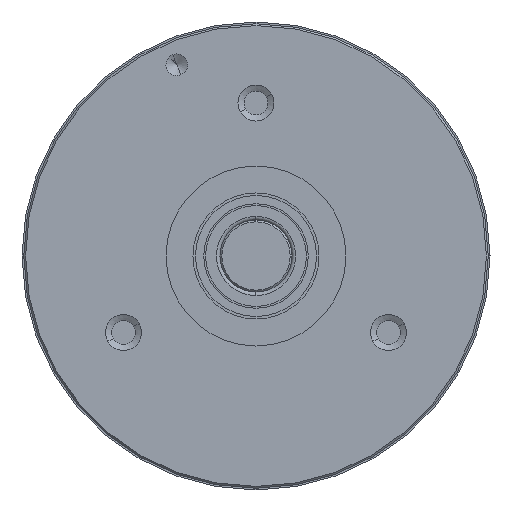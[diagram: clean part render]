
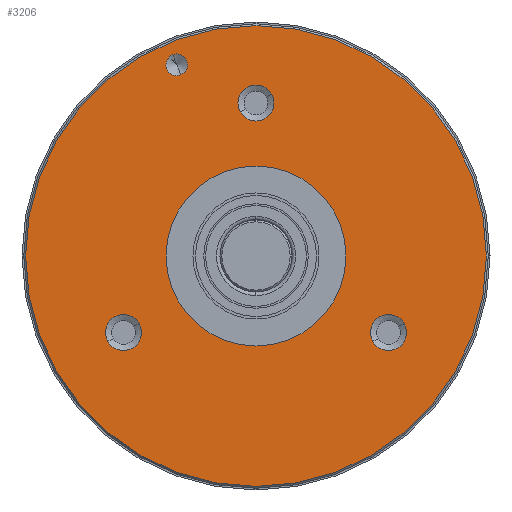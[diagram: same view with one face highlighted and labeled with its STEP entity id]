
A CAD part, left-side view. The second image highlights one B-rep face of the part: STEP entity #3206.
In plain terms, the highlighted planar face has unit normal (-1, 0, 0).
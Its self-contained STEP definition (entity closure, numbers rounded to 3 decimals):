
#3206=ADVANCED_FACE('',(#6416,#6417,#6418,#6419,#6420,#6421),#6422,.T.);
#6416=FACE_BOUND('',#9996,.T.);
#6417=FACE_OUTER_BOUND('',#9997,.T.);
#6418=FACE_BOUND('',#9998,.T.);
#6419=FACE_BOUND('',#9999,.T.);
#6420=FACE_BOUND('',#10000,.T.);
#6421=FACE_BOUND('',#10001,.T.);
#6422=PLANE('',#10002);
#9996=EDGE_LOOP('',(#19163,#19164));
#9997=EDGE_LOOP('',(#19165,#19166));
#9998=EDGE_LOOP('',(#19167,#19168));
#9999=EDGE_LOOP('',(#19169,#19170));
#10000=EDGE_LOOP('',(#19171,#19172));
#10001=EDGE_LOOP('',(#19173,#19174));
#10002=AXIS2_PLACEMENT_3D('',#19175,#19176,#19177);
#19163=ORIENTED_EDGE('',*,*,#22831,.T.);
#19164=ORIENTED_EDGE('',*,*,#22833,.T.);
#19165=ORIENTED_EDGE('',*,*,#22818,.T.);
#19166=ORIENTED_EDGE('',*,*,#22839,.T.);
#19167=ORIENTED_EDGE('',*,*,#22765,.T.);
#19168=ORIENTED_EDGE('',*,*,#22867,.T.);
#19169=ORIENTED_EDGE('',*,*,#22708,.T.);
#19170=ORIENTED_EDGE('',*,*,#22897,.T.);
#19171=ORIENTED_EDGE('',*,*,#22651,.T.);
#19172=ORIENTED_EDGE('',*,*,#22927,.T.);
#19173=ORIENTED_EDGE('',*,*,#22642,.T.);
#19174=ORIENTED_EDGE('',*,*,#22931,.T.);
#19175=CARTESIAN_POINT('',(0.0,0.0,8.95));
#19176=DIRECTION('',(-1.0,-0.0,-0.0));
#19177=DIRECTION('',(0.0,0.0,-1.0));
#22642=EDGE_CURVE('',#27830,#27834,#27836,.T.);
#22651=EDGE_CURVE('',#27847,#27849,#27851,.T.);
#22708=EDGE_CURVE('',#27934,#27936,#27938,.T.);
#22765=EDGE_CURVE('',#28021,#28023,#28025,.T.);
#22818=EDGE_CURVE('',#28099,#28102,#28104,.T.);
#22831=EDGE_CURVE('',#28119,#28122,#28124,.T.);
#22833=EDGE_CURVE('',#28122,#28119,#28126,.T.);
#22839=EDGE_CURVE('',#28102,#28099,#28132,.T.);
#22867=EDGE_CURVE('',#28023,#28021,#28160,.T.);
#22897=EDGE_CURVE('',#27936,#27934,#28190,.T.);
#22927=EDGE_CURVE('',#27849,#27847,#28220,.T.);
#22931=EDGE_CURVE('',#27834,#27830,#28224,.T.);
#27830=VERTEX_POINT('',#34913);
#27834=VERTEX_POINT('',#34918);
#27836=CIRCLE('',#34921,5.0);
#27847=VERTEX_POINT('',#34934);
#27849=VERTEX_POINT('',#34937);
#27851=CIRCLE('',#34940,1.0);
#27934=VERTEX_POINT('',#35049);
#27936=VERTEX_POINT('',#35052);
#27938=CIRCLE('',#35055,1.0);
#28021=VERTEX_POINT('',#35164);
#28023=VERTEX_POINT('',#35167);
#28025=CIRCLE('',#35170,1.0);
#28099=VERTEX_POINT('',#35268);
#28102=VERTEX_POINT('',#35272);
#28104=CIRCLE('',#35275,12.8);
#28119=VERTEX_POINT('',#35294);
#28122=VERTEX_POINT('',#35298);
#28124=CIRCLE('',#35301,0.6);
#28126=CIRCLE('',#35303,0.6);
#28132=CIRCLE('',#35309,12.8);
#28160=CIRCLE('',#35337,1.0);
#28190=CIRCLE('',#35367,1.0);
#28220=CIRCLE('',#35397,1.0);
#28224=CIRCLE('',#35401,5.0);
#34913=CARTESIAN_POINT('',(0.0,0.0,5.0));
#34918=CARTESIAN_POINT('',(0.0,0.,-5.0));
#34921=AXIS2_PLACEMENT_3D('',#39162,#39163,#39164);
#34934=CARTESIAN_POINT('',(0.,8.227,-4.75));
#34937=CARTESIAN_POINT('',(0.,6.495,-3.75));
#34940=AXIS2_PLACEMENT_3D('',#39175,#39176,#39177);
#35049=CARTESIAN_POINT('',(0.,0.866,8.));
#35052=CARTESIAN_POINT('',(0.,-0.866,9.));
#35055=AXIS2_PLACEMENT_3D('',#39248,#39249,#39250);
#35164=CARTESIAN_POINT('',(0.,-6.495,-4.75));
#35167=CARTESIAN_POINT('',(0.,-8.227,-3.75));
#35170=AXIS2_PLACEMENT_3D('',#39321,#39322,#39323);
#35268=CARTESIAN_POINT('',(0.0,0.0,12.8));
#35272=CARTESIAN_POINT('',(0.0,0.,-12.8));
#35275=AXIS2_PLACEMENT_3D('',#39389,#39390,#39391);
#35294=CARTESIAN_POINT('',(0.0,4.63,11.179));
#35298=CARTESIAN_POINT('',(0.0,4.171,10.07));
#35301=AXIS2_PLACEMENT_3D('',#39407,#39408,#39409);
#35303=AXIS2_PLACEMENT_3D('',#39410,#39411,#39412);
#35309=AXIS2_PLACEMENT_3D('',#39419,#39420,#39421);
#35337=AXIS2_PLACEMENT_3D('',#39461,#39462,#39463);
#35367=AXIS2_PLACEMENT_3D('',#39506,#39507,#39508);
#35397=AXIS2_PLACEMENT_3D('',#39551,#39552,#39553);
#35401=AXIS2_PLACEMENT_3D('',#39557,#39558,#39559);
#39162=CARTESIAN_POINT('',(0.0,0.0,0.0));
#39163=DIRECTION('',(1.0,0.0,-0.0));
#39164=DIRECTION('',(0.0,0.0,1.0));
#39175=CARTESIAN_POINT('',(0.,7.361,-4.25));
#39176=DIRECTION('',(1.0,0.0,0.0));
#39177=DIRECTION('',(0.0,0.866,-0.5));
#39248=CARTESIAN_POINT('',(0.,0.0,8.5));
#39249=DIRECTION('',(1.0,0.0,0.0));
#39250=DIRECTION('',(0.0,0.866,-0.5));
#39321=CARTESIAN_POINT('',(0.,-7.361,-4.25));
#39322=DIRECTION('',(1.0,0.0,0.0));
#39323=DIRECTION('',(0.0,0.866,-0.5));
#39389=CARTESIAN_POINT('',(0.0,0.0,0.0));
#39390=DIRECTION('',(-1.0,0.0,0.0));
#39391=DIRECTION('',(0.0,0.0,1.0));
#39407=CARTESIAN_POINT('',(0.0,4.401,10.625));
#39408=DIRECTION('',(1.0,0.0,-0.0));
#39409=DIRECTION('',(0.0,0.383,0.924));
#39410=CARTESIAN_POINT('',(0.0,4.401,10.625));
#39411=DIRECTION('',(1.0,0.0,-0.0));
#39412=DIRECTION('',(0.0,0.383,0.924));
#39419=CARTESIAN_POINT('',(0.0,0.0,0.0));
#39420=DIRECTION('',(-1.0,0.0,0.0));
#39421=DIRECTION('',(0.0,0.0,1.0));
#39461=CARTESIAN_POINT('',(0.,-7.361,-4.25));
#39462=DIRECTION('',(1.0,0.0,0.0));
#39463=DIRECTION('',(0.0,0.866,-0.5));
#39506=CARTESIAN_POINT('',(0.,0.0,8.5));
#39507=DIRECTION('',(1.0,0.0,0.0));
#39508=DIRECTION('',(0.0,0.866,-0.5));
#39551=CARTESIAN_POINT('',(0.,7.361,-4.25));
#39552=DIRECTION('',(1.0,0.0,0.0));
#39553=DIRECTION('',(0.0,0.866,-0.5));
#39557=CARTESIAN_POINT('',(0.0,0.0,0.0));
#39558=DIRECTION('',(1.0,0.0,-0.0));
#39559=DIRECTION('',(0.0,0.0,1.0));
